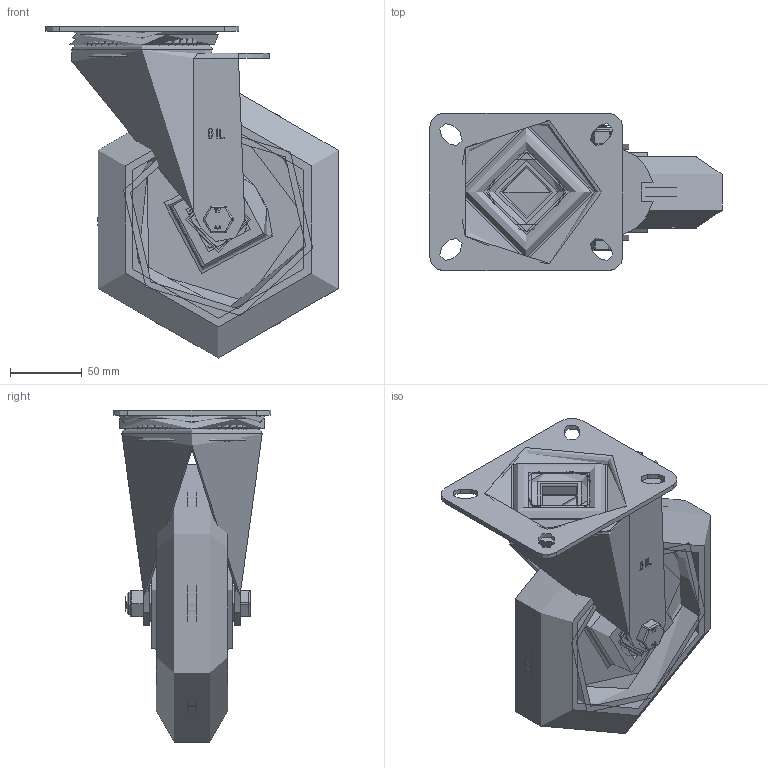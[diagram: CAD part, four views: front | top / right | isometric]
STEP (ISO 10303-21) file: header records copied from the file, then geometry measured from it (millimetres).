
FILE_DESCRIPTION(/* description */ ('','CAx-IF Rec.Pracs.---Representation and Presentation of Product Manufacturing Information (PMI)---4.0---2014-10-13'),/* implementation_level */ '2;1');
FILE_NAME(/* name */ 'BZMM200RPTABJ - 2.step',/* time_stamp */ '2024-11-29T16:45:28Z',/* author */ (''),/* organization */ (''),/* preprocessor_version */ 'ST-DEVELOPER v20',/* originating_system */ 'Autodesk Translation Framework v13.20.0.188',/* authorisation */ '');
FILE_SCHEMA (('AP242_MANAGED_MODEL_BASED_3D_ENGINEERING_MIM_LF { 1 0 10303 442 1 1 4 }'));
Length unit declared in the file: millimetre
Products named in the file (32): BZMM200RPTABJ - 2; BZH200WRPTABJM20 v1; 95 SHORE A POLYURETHANE TYRE; ALUMINIUM RIM; ALUMINIUM RIM Geometry; BEARING SPACER; BEARING6204; BALL BEARINGS (1); BEARING6204 (1); BALL BEARINGS (1) (1); Component3; INNER; OUTER; MIDDLE; RUBBER; BZMM200AS - 2 v2; ZINC PLATED, PRESSED STEEL TOP PLATE (1); ZINC PLATED, PRESSED STEEL TOP PLATE Geometry (1); BALL BEARINGS (2); Component1 (1); BEARING SEAL (1); ZINC PLATED, PRESSED STEEL FORK (1); TH20X2X12 v1; ZINC PLATED HEADED SPACER; TH20X2X12 v1 (1); ZINC PLATED HEADED SPACER (1); HEXBOLTM12X80Z8.8 v2; GRADE 8.8 ZINC PLATED BOLT; NYLOCM12Z v1; NYLOC NUT; NUT; RUBBER (1)
Assembly tree (89 placements, depth 5):
  BZMM200RPTABJ - 2
    BZH200WRPTABJM20 v1
      95 SHORE A POLYURETHANE TYRE
      ALUMINIUM RIM
        ALUMINIUM RIM Geometry
        BEARING SPACER
      BEARING6204
        INNER
        OUTER
        BALL BEARINGS (1)
          Component3  x8
        MIDDLE
        RUBBER
      BEARING6204 (1)
        BALL BEARINGS (1) (1)
          Component3  x8
        INNER
        OUTER
        MIDDLE
        RUBBER
    BZMM200AS - 2 v2
      ZINC PLATED, PRESSED STEEL TOP PLATE (1)
        ZINC PLATED, PRESSED STEEL TOP PLATE Geometry (1)
        BALL BEARINGS (2)
          Component1 (1)  x40
      BEARING SEAL (1)
      ZINC PLATED, PRESSED STEEL FORK (1)
    TH20X2X12 v1
      ZINC PLATED HEADED SPACER
    TH20X2X12 v1 (1)
      ZINC PLATED HEADED SPACER (1)
    HEXBOLTM12X80Z8.8 v2
      GRADE 8.8 ZINC PLATED BOLT
    NYLOCM12Z v1
      NYLOC NUT
        NUT
        RUBBER (1)
Bounding box: 204.5 x 110 x 231.65 mm (x, y, z)
Volume: 1241037.4 mm3; surface area: 336079.4 mm2
Topology: 77 solids, 77 shells, 1168 faces, 2975 edges, 1973 vertices
Faces by surface type: plane 455, bspline 343, cylinder 230, sphere 106, torus 24, cone 10
Full cylindrical faces by diameter (mm): 9 x24, 9.836 x18, 11.834 x18, 12 x3, 12.2 x4, 14 x2, 18 x1, 18.5 x1, 19.8 x2, 20 x3, 24 x1, 25 x2, 27 x2, 28.5 x8, 30.8 x4, 31.3 x4, 33.75 x1, 39.75 x1, 40.3 x4, 40.5 x4, 40.8 x4, 42 x11, 47 x4, 50 x1, 55 x1, 78 x1, 91 x1, 98 x1, 138 x4, 168 x2
Entity records: 34711 total; most frequent: CARTESIAN_POINT 16120, ORIENTED_EDGE 3798, DIRECTION 3243, EDGE_CURVE 1899, VERTEX_POINT 1261, AXIS2_PLACEMENT_3D 1209, EDGE_LOOP 974, LINE 825
